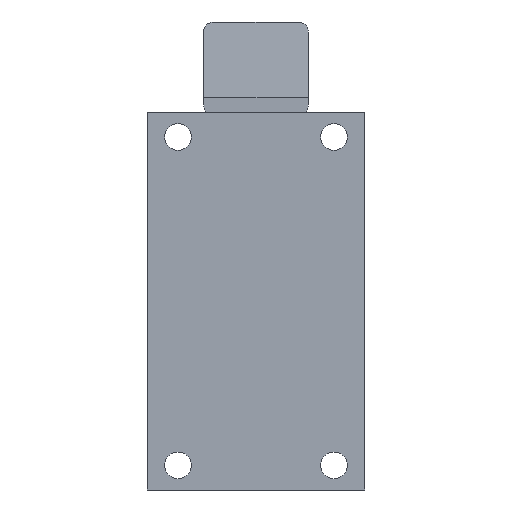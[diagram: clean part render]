
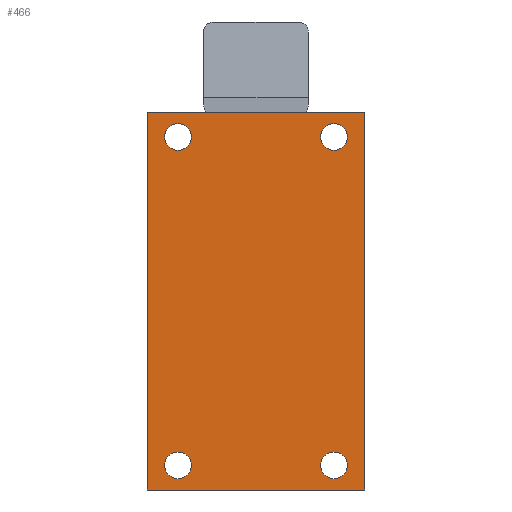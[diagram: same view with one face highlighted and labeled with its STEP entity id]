
A CAD part, front view. The second image highlights one B-rep face of the part: STEP entity #466.
In plain terms, the highlighted planar face has unit normal (0, -1, 0).
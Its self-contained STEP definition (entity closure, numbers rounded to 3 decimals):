
#2 = EDGE_CURVE ( 'NONE', #1135, #2749, #1713, .T. ) ;
#16 = EDGE_CURVE ( 'NONE', #2514, #2528, #1730, .T. ) ;
#22 = EDGE_CURVE ( 'NONE', #2849, #233, #1656, .T. ) ;
#46 = CARTESIAN_POINT ( 'NONE',  ( -26.5, 0., 46. ) ) ;
#113 = VERTEX_POINT ( 'NONE', #996 ) ;
#134 = ORIENTED_EDGE ( 'NONE', *, *, #1929, .T. ) ;
#162 = DIRECTION ( 'NONE',  ( 0., 0., 1. ) ) ;
#184 = DIRECTION ( 'NONE',  ( 0., 1., 0. ) ) ;
#208 = CARTESIAN_POINT ( 'NONE',  ( -19., 0., -40. ) ) ;
#233 = VERTEX_POINT ( 'NONE', #3435 ) ;
#341 = ORIENTED_EDGE ( 'NONE', *, *, #1945, .T. ) ;
#384 = EDGE_CURVE ( 'NONE', #2528, #2514, #2655, .T. ) ;
#466 = ADVANCED_FACE ( 'NONE', ( #2373, #3313, #2628, #2133, #3020 ), #1423, .F. ) ;
#612 = CARTESIAN_POINT ( 'NONE',  ( -26.5, 0., -46. ) ) ;
#619 = ORIENTED_EDGE ( 'NONE', *, *, #2371, .F. ) ;
#718 = VERTEX_POINT ( 'NONE', #1682 ) ;
#755 = VERTEX_POINT ( 'NONE', #46 ) ;
#797 = ORIENTED_EDGE ( 'NONE', *, *, #16, .T. ) ;
#909 = CARTESIAN_POINT ( 'NONE',  ( 19., 0., 43.25 ) ) ;
#939 = CARTESIAN_POINT ( 'NONE',  ( -26.5, 0., -46. ) ) ;
#943 = CARTESIAN_POINT ( 'NONE',  ( 26.5, 0., 46. ) ) ;
#949 = EDGE_LOOP ( 'NONE', ( #134, #2397 ) ) ;
#957 = CARTESIAN_POINT ( 'NONE',  ( 19., 0., -40. ) ) ;
#996 = CARTESIAN_POINT ( 'NONE',  ( -19., 0., -36.75 ) ) ;
#1092 = CARTESIAN_POINT ( 'NONE',  ( 19., 0., -43.25 ) ) ;
#1093 = VERTEX_POINT ( 'NONE', #3049 ) ;
#1106 = CARTESIAN_POINT ( 'NONE',  ( 19., 0., -36.75 ) ) ;
#1135 = VERTEX_POINT ( 'NONE', #2903 ) ;
#1152 = DIRECTION ( 'NONE',  ( 0., 0., 1. ) ) ;
#1163 = CARTESIAN_POINT ( 'NONE',  ( -26.5, 0., -46. ) ) ;
#1197 = CARTESIAN_POINT ( 'NONE',  ( -26.5, 0., 46. ) ) ;
#1245 = ORIENTED_EDGE ( 'NONE', *, *, #1376, .T. ) ;
#1270 = EDGE_LOOP ( 'NONE', ( #341, #3048 ) ) ;
#1326 = DIRECTION ( 'NONE',  ( 0., 0., -1. ) ) ;
#1337 = CARTESIAN_POINT ( 'NONE',  ( 26.5, 0., -46. ) ) ;
#1369 = DIRECTION ( 'NONE',  ( 0., 0., 1. ) ) ;
#1370 = DIRECTION ( 'NONE',  ( 0., 1., 0. ) ) ;
#1376 = EDGE_CURVE ( 'NONE', #718, #113, #3488, .T. ) ;
#1378 = CARTESIAN_POINT ( 'NONE',  ( -19., 0., -40. ) ) ;
#1423 = PLANE ( 'NONE',  #3588 ) ;
#1456 = CARTESIAN_POINT ( 'NONE',  ( 19., 0., -40. ) ) ;
#1467 = DIRECTION ( 'NONE',  ( 0., 0., 1. ) ) ;
#1471 = DIRECTION ( 'NONE',  ( 0., 1., 0. ) ) ;
#1476 = CARTESIAN_POINT ( 'NONE',  ( 0., 0., 0. ) ) ;
#1489 = EDGE_LOOP ( 'NONE', ( #1245, #2245 ) ) ;
#1490 = DIRECTION ( 'NONE',  ( 0., 0., 1. ) ) ;
#1530 = ORIENTED_EDGE ( 'NONE', *, *, #2345, .F. ) ;
#1572 = DIRECTION ( 'NONE',  ( -1., 0., 0. ) ) ;
#1621 = DIRECTION ( 'NONE',  ( 0., 0., 1. ) ) ;
#1656 = CIRCLE ( 'NONE', #2001, 3.25 ) ;
#1677 = EDGE_CURVE ( 'NONE', #1863, #1093, #3129, .T. ) ;
#1682 = CARTESIAN_POINT ( 'NONE',  ( -19., 0., -43.25 ) ) ;
#1707 = VECTOR ( 'NONE', #1572, 1000. ) ;
#1713 = LINE ( 'NONE', #612, #1707 ) ;
#1722 = DIRECTION ( 'NONE',  ( 0., 0., 1. ) ) ;
#1725 = DIRECTION ( 'NONE',  ( 0., 1., 0. ) ) ;
#1728 = CARTESIAN_POINT ( 'NONE',  ( -19., 0., 40. ) ) ;
#1730 = CIRCLE ( 'NONE', #2125, 3.25 ) ;
#1749 = DIRECTION ( 'NONE',  ( 0., 0., 1. ) ) ;
#1753 = DIRECTION ( 'NONE',  ( 0., 1., 0. ) ) ;
#1755 = CARTESIAN_POINT ( 'NONE',  ( 19., 0., 40. ) ) ;
#1863 = VERTEX_POINT ( 'NONE', #1926 ) ;
#1926 = CARTESIAN_POINT ( 'NONE',  ( -19., 0., 43.25 ) ) ;
#1929 = EDGE_CURVE ( 'NONE', #233, #2849, #2851, .T. ) ;
#1934 = ORIENTED_EDGE ( 'NONE', *, *, #384, .T. ) ;
#1945 = EDGE_CURVE ( 'NONE', #1093, #1863, #2829, .T. ) ;
#1967 = DIRECTION ( 'NONE',  ( 0., 1., 0. ) ) ;
#1997 = ORIENTED_EDGE ( 'NONE', *, *, #2255, .F. ) ;
#2001 = AXIS2_PLACEMENT_3D ( 'NONE', #2057, #1967, #1490 ) ;
#2057 = CARTESIAN_POINT ( 'NONE',  ( 19., 0., 40. ) ) ;
#2125 = AXIS2_PLACEMENT_3D ( 'NONE', #957, #2269, #1621 ) ;
#2133 = FACE_BOUND ( 'NONE', #2923, .T. ) ;
#2164 = EDGE_CURVE ( 'NONE', #113, #718, #2718, .T. ) ;
#2213 = AXIS2_PLACEMENT_3D ( 'NONE', #1456, #3320, #2236 ) ;
#2236 = DIRECTION ( 'NONE',  ( 0., 0., 1. ) ) ;
#2245 = ORIENTED_EDGE ( 'NONE', *, *, #2164, .T. ) ;
#2255 = EDGE_CURVE ( 'NONE', #2762, #1135, #2706, .T. ) ;
#2269 = DIRECTION ( 'NONE',  ( 0., 1., 0. ) ) ;
#2278 = DIRECTION ( 'NONE',  ( 1., 0., 0. ) ) ;
#2313 = DIRECTION ( 'NONE',  ( 0., 0., 1. ) ) ;
#2315 = DIRECTION ( 'NONE',  ( 0., 1., 0. ) ) ;
#2324 = CARTESIAN_POINT ( 'NONE',  ( -19., 0., 40. ) ) ;
#2345 = EDGE_CURVE ( 'NONE', #755, #2762, #2681, .T. ) ;
#2371 = EDGE_CURVE ( 'NONE', #2749, #755, #2702, .T. ) ;
#2373 = FACE_BOUND ( 'NONE', #1270, .T. ) ;
#2381 = AXIS2_PLACEMENT_3D ( 'NONE', #208, #184, #162 ) ;
#2397 = ORIENTED_EDGE ( 'NONE', *, *, #22, .T. ) ;
#2514 = VERTEX_POINT ( 'NONE', #1106 ) ;
#2528 = VERTEX_POINT ( 'NONE', #1092 ) ;
#2628 = FACE_OUTER_BOUND ( 'NONE', #3256, .T. ) ;
#2647 = VECTOR ( 'NONE', #1152, 1000. ) ;
#2652 = VECTOR ( 'NONE', #2278, 1000. ) ;
#2655 = CIRCLE ( 'NONE', #2213, 3.25 ) ;
#2681 = LINE ( 'NONE', #1197, #2652 ) ;
#2702 = LINE ( 'NONE', #1163, #2647 ) ;
#2706 = LINE ( 'NONE', #1337, #2716 ) ;
#2716 = VECTOR ( 'NONE', #1326, 1000. ) ;
#2718 = CIRCLE ( 'NONE', #2911, 3.25 ) ;
#2749 = VERTEX_POINT ( 'NONE', #939 ) ;
#2762 = VERTEX_POINT ( 'NONE', #943 ) ;
#2829 = CIRCLE ( 'NONE', #3057, 3.25 ) ;
#2849 = VERTEX_POINT ( 'NONE', #909 ) ;
#2851 = CIRCLE ( 'NONE', #3073, 3.25 ) ;
#2903 = CARTESIAN_POINT ( 'NONE',  ( 26.5, 0., -46. ) ) ;
#2911 = AXIS2_PLACEMENT_3D ( 'NONE', #1378, #1370, #1369 ) ;
#2923 = EDGE_LOOP ( 'NONE', ( #1934, #797 ) ) ;
#3020 = FACE_BOUND ( 'NONE', #949, .T. ) ;
#3048 = ORIENTED_EDGE ( 'NONE', *, *, #1677, .T. ) ;
#3049 = CARTESIAN_POINT ( 'NONE',  ( -19., 0., 36.75 ) ) ;
#3057 = AXIS2_PLACEMENT_3D ( 'NONE', #1728, #1725, #1722 ) ;
#3073 = AXIS2_PLACEMENT_3D ( 'NONE', #1755, #1753, #1749 ) ;
#3129 = CIRCLE ( 'NONE', #3340, 3.25 ) ;
#3256 = EDGE_LOOP ( 'NONE', ( #1997, #1530, #619, #3436 ) ) ;
#3313 = FACE_BOUND ( 'NONE', #1489, .T. ) ;
#3320 = DIRECTION ( 'NONE',  ( 0., 1., 0. ) ) ;
#3340 = AXIS2_PLACEMENT_3D ( 'NONE', #2324, #2315, #2313 ) ;
#3435 = CARTESIAN_POINT ( 'NONE',  ( 19., 0., 36.75 ) ) ;
#3436 = ORIENTED_EDGE ( 'NONE', *, *, #2, .F. ) ;
#3488 = CIRCLE ( 'NONE', #2381, 3.25 ) ;
#3588 = AXIS2_PLACEMENT_3D ( 'NONE', #1476, #1471, #1467 ) ;
